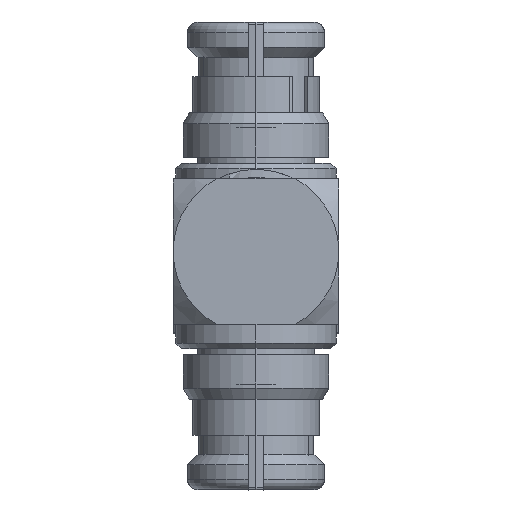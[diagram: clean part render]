
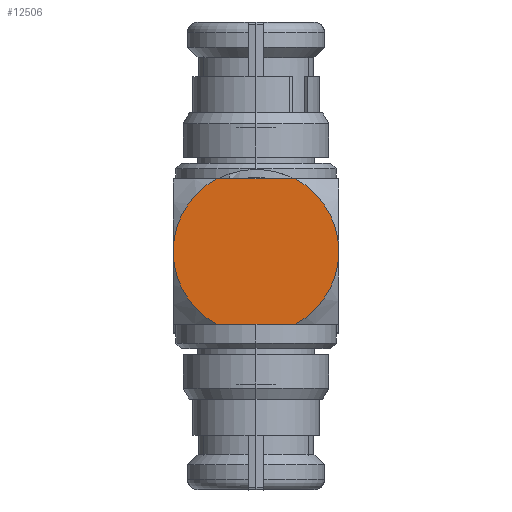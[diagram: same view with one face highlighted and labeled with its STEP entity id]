
A CAD part, top view. The second image highlights one B-rep face of the part: STEP entity #12506.
In plain terms, the highlighted face is planar.
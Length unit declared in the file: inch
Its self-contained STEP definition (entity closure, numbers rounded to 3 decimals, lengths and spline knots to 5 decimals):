
#16 = VERTEX_POINT ( 'NONE', #5743 ) ;
#382 = EDGE_CURVE ( 'NONE', #2963, #6770, #1386, .T. ) ;
#539 = EDGE_CURVE ( 'NONE', #6613, #9563, #4600, .T. ) ;
#651 = LINE ( 'NONE', #1355, #4962 ) ;
#1210 = CARTESIAN_POINT ( 'NONE',  ( 0.157, 0.03743, -0.0785 ) ) ;
#1272 = EDGE_CURVE ( 'NONE', #16, #9563, #11340, .T. ) ;
#1355 = CARTESIAN_POINT ( 'NONE',  ( 0.295, -0.0785, -0.0785 ) ) ;
#1386 = CIRCLE ( 'NONE', #1634, 0.0785 ) ;
#1634 = AXIS2_PLACEMENT_3D ( 'NONE', #12746, #5999, #2872 ) ;
#1682 = AXIS2_PLACEMENT_3D ( 'NONE', #2192, #9876, #11985 ) ;
#2049 = AXIS2_PLACEMENT_3D ( 'NONE', #11921, #2081, #4116 ) ;
#2081 = DIRECTION ( 'NONE',  ( 0., 0., -1. ) ) ;
#2192 = CARTESIAN_POINT ( 'NONE',  ( 0.226, 0., -0.0785 ) ) ;
#2391 = AXIS2_PLACEMENT_3D ( 'NONE', #10175, #8202, #6240 ) ;
#2392 = DIRECTION ( 'NONE',  ( 0., 1., 0. ) ) ;
#2538 = ORIENTED_EDGE ( 'NONE', *, *, #9675, .F. ) ;
#2623 = DIRECTION ( 'NONE',  ( 0., 1., 0. ) ) ;
#2851 = CARTESIAN_POINT ( 'NONE',  ( 0.295, -0.0785, -0.0785 ) ) ;
#2872 = DIRECTION ( 'NONE',  ( 1., 0., 0. ) ) ;
#2947 = PLANE ( 'NONE',  #11363 ) ;
#2963 = VERTEX_POINT ( 'NONE', #9747 ) ;
#3912 = VECTOR ( 'NONE', #2623, 39.37008 ) ;
#3980 = EDGE_LOOP ( 'NONE', ( #11223, #5838, #2538, #10890, #7556, #11307 ) ) ;
#4116 = DIRECTION ( 'NONE',  ( -1., 0., 0. ) ) ;
#4600 = CIRCLE ( 'NONE', #2049, 0.0785 ) ;
#4799 = VERTEX_POINT ( 'NONE', #5634 ) ;
#4962 = VECTOR ( 'NONE', #2392, 39.37008 ) ;
#5634 = CARTESIAN_POINT ( 'NONE',  ( 0.295, -0.03743, -0.0785 ) ) ;
#5743 = CARTESIAN_POINT ( 'NONE',  ( 0.295, 0.03743, -0.0785 ) ) ;
#5838 = ORIENTED_EDGE ( 'NONE', *, *, #11744, .F. ) ;
#5999 = DIRECTION ( 'NONE',  ( 0., 0., 1. ) ) ;
#6240 = DIRECTION ( 'NONE',  ( 1., 0., 0. ) ) ;
#6613 = VERTEX_POINT ( 'NONE', #1210 ) ;
#6770 = VERTEX_POINT ( 'NONE', #11461 ) ;
#7556 = ORIENTED_EDGE ( 'NONE', *, *, #8246, .T. ) ;
#7638 = CARTESIAN_POINT ( 'NONE',  ( 0.157, -0.0785, -0.0785 ) ) ;
#8202 = DIRECTION ( 'NONE',  ( 0., 0., 1. ) ) ;
#8246 = EDGE_CURVE ( 'NONE', #2963, #6613, #9443, .T. ) ;
#9443 = LINE ( 'NONE', #7638, #3912 ) ;
#9563 = VERTEX_POINT ( 'NONE', #12645 ) ;
#9675 = EDGE_CURVE ( 'NONE', #6770, #4799, #9893, .T. ) ;
#9728 = DIRECTION ( 'NONE',  ( 0., 0., 1. ) ) ;
#9747 = CARTESIAN_POINT ( 'NONE',  ( 0.157, -0.03743, -0.0785 ) ) ;
#9853 = FACE_OUTER_BOUND ( 'NONE', #3980, .T. ) ;
#9876 = DIRECTION ( 'NONE',  ( 0., 0., 1. ) ) ;
#9893 = CIRCLE ( 'NONE', #1682, 0.0785 ) ;
#10175 = CARTESIAN_POINT ( 'NONE',  ( 0.226, 0., -0.0785 ) ) ;
#10725 = DIRECTION ( 'NONE',  ( 1., 0., 0. ) ) ;
#10890 = ORIENTED_EDGE ( 'NONE', *, *, #382, .F. ) ;
#11223 = ORIENTED_EDGE ( 'NONE', *, *, #1272, .F. ) ;
#11307 = ORIENTED_EDGE ( 'NONE', *, *, #539, .T. ) ;
#11340 = CIRCLE ( 'NONE', #2391, 0.0785 ) ;
#11363 = AXIS2_PLACEMENT_3D ( 'NONE', #2851, #9728, #10725 ) ;
#11461 = CARTESIAN_POINT ( 'NONE',  ( 0.226, -0.0785, -0.0785 ) ) ;
#11744 = EDGE_CURVE ( 'NONE', #4799, #16, #651, .T. ) ;
#11921 = CARTESIAN_POINT ( 'NONE',  ( 0.226, 0., -0.0785 ) ) ;
#11985 = DIRECTION ( 'NONE',  ( 1., 0., 0. ) ) ;
#12506 = ADVANCED_FACE ( 'NONE', ( #9853 ), #2947, .F. ) ;
#12645 = CARTESIAN_POINT ( 'NONE',  ( 0.226, 0.0785, -0.0785 ) ) ;
#12746 = CARTESIAN_POINT ( 'NONE',  ( 0.226, 0., -0.0785 ) ) ;
